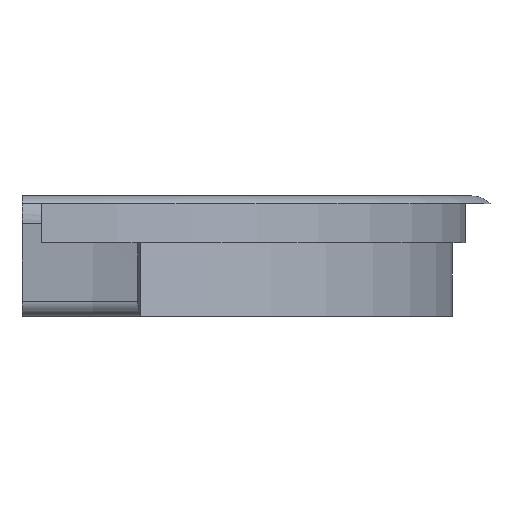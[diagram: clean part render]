
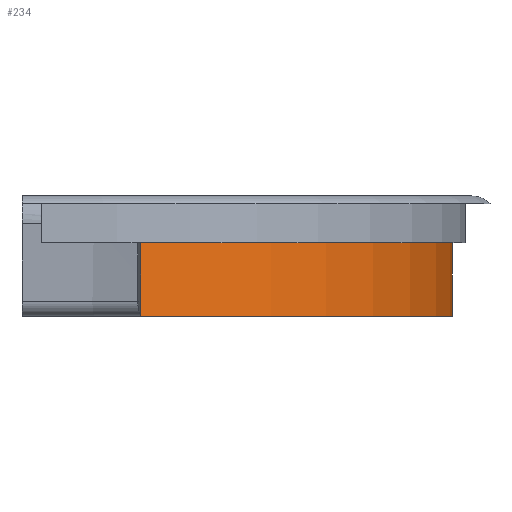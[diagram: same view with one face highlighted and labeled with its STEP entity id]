
A CAD part, front view. The second image highlights one B-rep face of the part: STEP entity #234.
In plain terms, the highlighted cylindrical face has radius 141.986 mm (diameter 283.972 mm), a partial arc.
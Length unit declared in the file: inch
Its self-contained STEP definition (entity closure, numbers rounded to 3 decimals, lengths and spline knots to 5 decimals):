
#27=CIRCLE('',#252,5.59);
#34=CIRCLE('',#265,5.59);
#36=CYLINDRICAL_SURFACE('',#266,5.59);
#49=FACE_OUTER_BOUND('',#62,.T.);
#62=EDGE_LOOP('',(#206,#207,#208,#209));
#73=LINE('',#399,#88);
#79=LINE('',#418,#94);
#88=VECTOR('',#310,0.95);
#94=VECTOR('',#332,0.95);
#108=VERTEX_POINT('',#390);
#110=VERTEX_POINT('',#394);
#111=VERTEX_POINT('',#398);
#116=VERTEX_POINT('',#416);
#135=EDGE_CURVE('',#108,#110,#27,.T.);
#136=EDGE_CURVE('',#111,#108,#73,.T.);
#147=EDGE_CURVE('',#116,#110,#79,.T.);
#149=EDGE_CURVE('',#116,#111,#34,.T.);
#206=ORIENTED_EDGE('',*,*,#149,.T.);
#207=ORIENTED_EDGE('',*,*,#136,.T.);
#208=ORIENTED_EDGE('',*,*,#135,.T.);
#209=ORIENTED_EDGE('',*,*,#147,.F.);
#234=ADVANCED_FACE('',(#49),#36,.T.);
#252=AXIS2_PLACEMENT_3D('',#396,#306,#307);
#265=AXIS2_PLACEMENT_3D('',#422,#339,#340);
#266=AXIS2_PLACEMENT_3D('',#423,#341,#342);
#306=DIRECTION('center_axis',(0.,0.,1.));
#307=DIRECTION('ref_axis',(0.,1.,0.));
#310=DIRECTION('',(0.,0.,-1.));
#332=DIRECTION('',(0.,0.,-1.));
#339=DIRECTION('center_axis',(0.,0.,-1.));
#340=DIRECTION('ref_axis',(0.,1.,0.));
#341=DIRECTION('center_axis',(0.,0.,1.));
#342=DIRECTION('ref_axis',(0.,1.,0.));
#390=CARTESIAN_POINT('',(1.54081,-5.37345,-0.95));
#394=CARTESIAN_POINT('',(0.,5.59,-0.95));
#396=CARTESIAN_POINT('Origin',(0.,0.,
-0.95));
#398=CARTESIAN_POINT('',(1.54081,-5.37345,0.));
#399=CARTESIAN_POINT('',(1.54081,-5.37345,0.));
#416=CARTESIAN_POINT('',(0.,5.59,0.));
#418=CARTESIAN_POINT('',(0.,5.59,0.));
#422=CARTESIAN_POINT('Origin',(0.,0.,
0.));
#423=CARTESIAN_POINT('Origin',(0.,0.,
0.));
